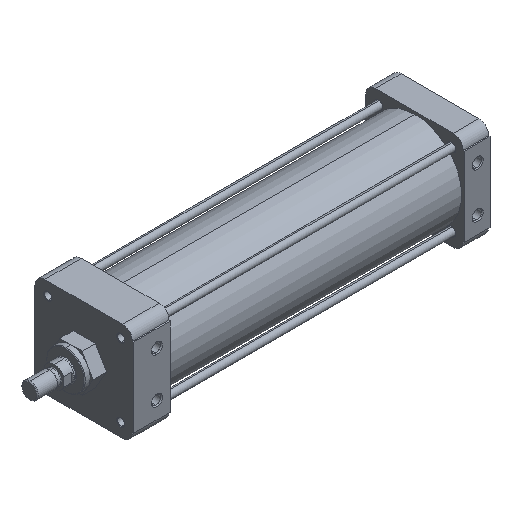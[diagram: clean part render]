
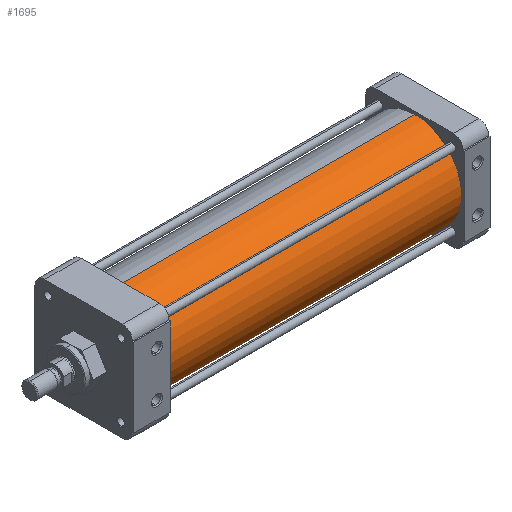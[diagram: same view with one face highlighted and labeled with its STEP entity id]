
A CAD part, isometric view. The second image highlights one B-rep face of the part: STEP entity #1695.
In plain terms, the highlighted cylindrical face has radius 53.975 mm (diameter 107.95 mm), a partial arc.
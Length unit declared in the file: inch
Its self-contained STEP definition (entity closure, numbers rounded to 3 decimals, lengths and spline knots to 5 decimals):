
#116 = EDGE_LOOP ( 'NONE', ( #2779, #5958, #11156, #2225 ) ) ;
#1046 = VERTEX_POINT ( 'NONE', #10560 ) ;
#1695 = ADVANCED_FACE ( 'NONE', ( #5514 ), #9795, .T. ) ;
#2225 = ORIENTED_EDGE ( 'NONE', *, *, #3933, .T. ) ;
#2623 = VECTOR ( 'NONE', #3365, 39.37008 ) ;
#2675 = CARTESIAN_POINT ( 'NONE',  ( 15.076, 0., 0. ) ) ;
#2779 = ORIENTED_EDGE ( 'NONE', *, *, #6249, .F. ) ;
#2985 = CIRCLE ( 'NONE', #10027, 2.125 ) ;
#3365 = DIRECTION ( 'NONE',  ( 1., 0., 0. ) ) ;
#3636 = CARTESIAN_POINT ( 'NONE',  ( 1.67, 0., 0. ) ) ;
#3823 = DIRECTION ( 'NONE',  ( 0., 0., -1. ) ) ;
#3933 = EDGE_CURVE ( 'NONE', #11630, #7729, #13645, .T. ) ;
#4504 = EDGE_CURVE ( 'NONE', #6029, #11630, #13783, .T. ) ;
#4545 = AXIS2_PLACEMENT_3D ( 'NONE', #2675, #10648, #3823 ) ;
#4786 = DIRECTION ( 'NONE',  ( 0., 0., -1. ) ) ;
#5087 = VECTOR ( 'NONE', #14602, 39.37008 ) ;
#5357 = DIRECTION ( 'NONE',  ( 0., 0., -1. ) ) ;
#5514 = FACE_OUTER_BOUND ( 'NONE', #116, .T. ) ;
#5614 = CARTESIAN_POINT ( 'NONE',  ( 15.076, 0., -2.125 ) ) ;
#5958 = ORIENTED_EDGE ( 'NONE', *, *, #10145, .T. ) ;
#6029 = VERTEX_POINT ( 'NONE', #7423 ) ;
#6249 = EDGE_CURVE ( 'NONE', #1046, #7729, #8739, .T. ) ;
#6256 = AXIS2_PLACEMENT_3D ( 'NONE', #10977, #7628, #5357 ) ;
#7423 = CARTESIAN_POINT ( 'NONE',  ( 1.67, 0., -2.125 ) ) ;
#7628 = DIRECTION ( 'NONE',  ( 1., 0., 0. ) ) ;
#7729 = VERTEX_POINT ( 'NONE', #12726 ) ;
#8739 = LINE ( 'NONE', #10206, #2623 ) ;
#9795 = CYLINDRICAL_SURFACE ( 'NONE', #6256, 2.125 ) ;
#10027 = AXIS2_PLACEMENT_3D ( 'NONE', #3636, #11619, #4786 ) ;
#10145 = EDGE_CURVE ( 'NONE', #1046, #6029, #2985, .T. ) ;
#10206 = CARTESIAN_POINT ( 'NONE',  ( 15.076, 0., 2.125 ) ) ;
#10560 = CARTESIAN_POINT ( 'NONE',  ( 1.67, 0., 2.125 ) ) ;
#10648 = DIRECTION ( 'NONE',  ( -1., 0., 0. ) ) ;
#10977 = CARTESIAN_POINT ( 'NONE',  ( 15.076, 0., 0. ) ) ;
#11156 = ORIENTED_EDGE ( 'NONE', *, *, #4504, .T. ) ;
#11335 = CARTESIAN_POINT ( 'NONE',  ( 15.076, 0., -2.125 ) ) ;
#11619 = DIRECTION ( 'NONE',  ( 1., 0., 0. ) ) ;
#11630 = VERTEX_POINT ( 'NONE', #11335 ) ;
#12726 = CARTESIAN_POINT ( 'NONE',  ( 15.076, 0., 2.125 ) ) ;
#13645 = CIRCLE ( 'NONE', #4545, 2.125 ) ;
#13783 = LINE ( 'NONE', #5614, #5087 ) ;
#14602 = DIRECTION ( 'NONE',  ( 1., 0., 0. ) ) ;
